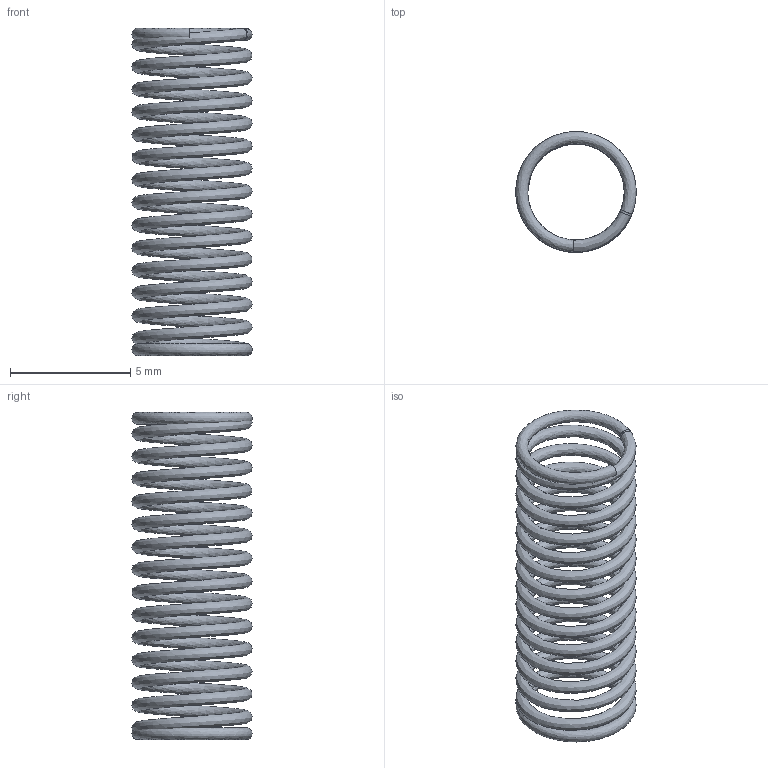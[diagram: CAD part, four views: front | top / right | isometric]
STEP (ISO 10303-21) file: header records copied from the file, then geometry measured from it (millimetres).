
FILE_DESCRIPTION(('FreeCAD Model'),'2;1');
FILE_NAME('bed-spring.stp','2014-10-25T21:37:26',('FreeCAD'),('FreeCAD'), 'Open CASCADE STEP processor 6.7','FreeCAD','Unknown');
FILE_SCHEMA(('AUTOMOTIVE_DESIGN_CC2 { 1 2 10303 214 -1 1 5 4 }'));
Length unit declared in the file: millimetre
Products named in the file (1): spring-compressed-final
Bounding box: 5 x 5 x 13.61 mm (x, y, z)
Surface area: 346.2 mm2 (no closed solid volume)
Topology: 0 solids, 3 shells, 5 faces, 9 edges, 6 vertices
Faces by surface type: bspline 3, plane 2
Entity records: 2507 total; most frequent: CARTESIAN_POINT 2350, DIRECTION 17, ORIENTED_EDGE 14, PCURVE 14, DEFINITIONAL_REPRESENTATION 14, EDGE_CURVE 9, B_SPLINE_CURVE_WITH_KNOTS 9, LINE 7
